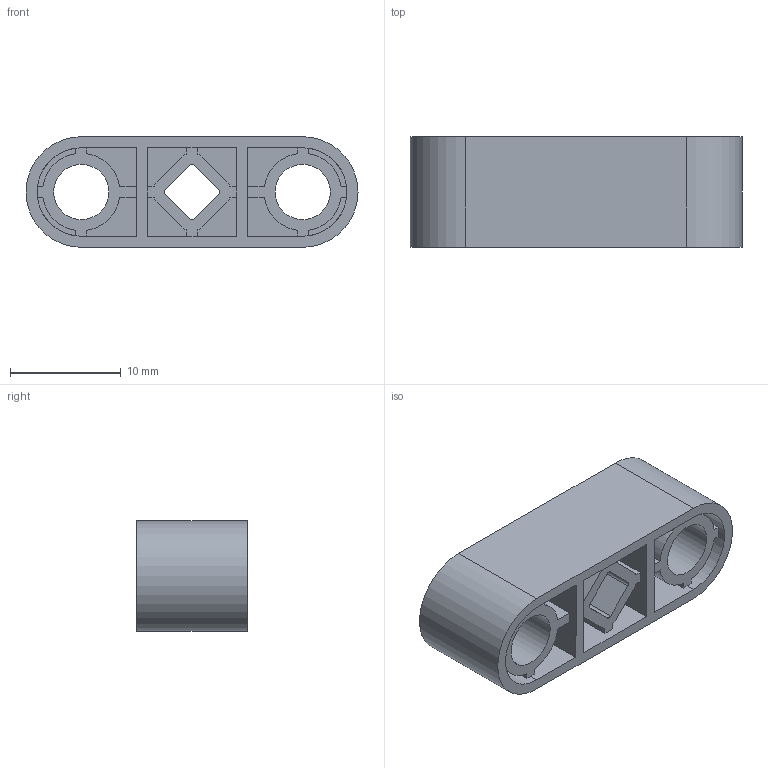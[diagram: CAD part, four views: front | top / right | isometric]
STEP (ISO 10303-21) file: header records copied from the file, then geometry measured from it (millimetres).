
FILE_DESCRIPTION(/* description */ ('','CAx-IF Rec.Pracs.---Representation and Presentation of Product Manufacturing Information (PMI)---4.0---2014-10-13'),/* implementation_level */ '2;1');
FILE_NAME(/* name */ 'AXb1.stp',/* time_stamp */ '2019-02-12T00:50:31+01:00',/* author */ ('Varga Daniel'),/* organization */ (''),/* preprocessor_version */ 'ST-DEVELOPER v17.2',/* originating_system */ 'Autodesk Inventor 2019',/* authorisation */ '');
FILE_SCHEMA (('AP242_MANAGED_MODEL_BASED_3D_ENGINEERING_MIM_LF { 1 0 10303 442 1 1 4 }'));
Length unit declared in the file: millimetre
Products named in the file (1): AXb1
Bounding box: 30 x 10 x 10 mm (x, y, z)
Volume: 1452.9 mm3; surface area: 2814.1 mm2
Topology: 1 solids, 1 shells, 158 faces, 454 edges, 304 vertices
Faces by surface type: plane 114, cylinder 44
Full cylindrical faces by diameter (mm): 5 x2
Entity records: 5320 total; most frequent: CARTESIAN_POINT 934, ORIENTED_EDGE 908, DIRECTION 906, EDGE_CURVE 454, LINE 346, VECTOR 346, VERTEX_POINT 304, AXIS2_PLACEMENT_3D 280
